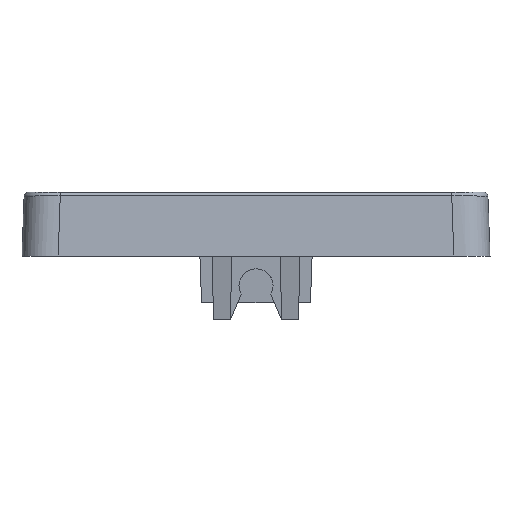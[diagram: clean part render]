
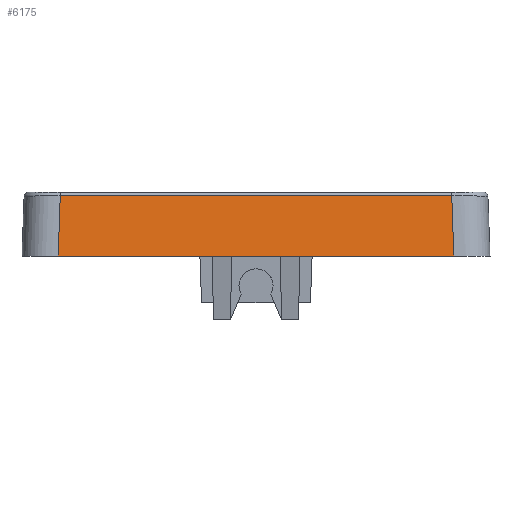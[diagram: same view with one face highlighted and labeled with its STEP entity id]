
A CAD part, front view. The second image highlights one B-rep face of the part: STEP entity #6175.
In plain terms, the highlighted free-form (B-spline) face has degree [1, 1] with [2, 2] control points.
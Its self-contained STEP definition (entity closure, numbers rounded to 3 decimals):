
#896 = CARTESIAN_POINT ( 'NONE',  ( 23.004, -26.759, 2.552 ) ) ;
#950 = ORIENTED_EDGE ( 'NONE', *, *, #6816, .T. ) ;
#1554 = ORIENTED_EDGE ( 'NONE', *, *, #8003, .F. ) ;
#1767 = VERTEX_POINT ( 'NONE', #11238 ) ;
#1921 = CARTESIAN_POINT ( 'NONE',  ( 23.25, -27.5, -4.5 ) ) ;
#2443 = CARTESIAN_POINT ( 'NONE',  ( -22.988, -26.712, 3. ) ) ;
#4009 = CARTESIAN_POINT ( 'NONE',  ( 23.25, -27.5, -4.5 ) ) ;
#4689 = ORIENTED_EDGE ( 'NONE', *, *, #18425, .F. ) ;
#6001 = ORIENTED_EDGE ( 'NONE', *, *, #9749, .F. ) ;
#6175 = ADVANCED_FACE ( 'NONE', ( #7158 ), #19825, .T. ) ;
#6423 = CARTESIAN_POINT ( 'NONE',  ( -23.25, -27.5, -4.5 ) ) ;
#6782 = VERTEX_POINT ( 'NONE', #11787 ) ;
#6816 = EDGE_CURVE ( 'NONE', #1767, #6782, #15965, .T. ) ;
#7158 = FACE_OUTER_BOUND ( 'NONE', #9500, .T. ) ;
#7277 = CARTESIAN_POINT ( 'NONE',  ( -23.004, -26.759, 2.552 ) ) ;
#7777 = CARTESIAN_POINT ( 'NONE',  ( 23.25, -27.5, -4.5 ) ) ;
#8003 = EDGE_CURVE ( 'NONE', #14638, #15505, #9951, .T. ) ;
#8049 = CARTESIAN_POINT ( 'NONE',  ( 23.25, -27.5, -4.5 ) ) ;
#9500 = EDGE_LOOP ( 'NONE', ( #950, #6001, #1554, #4689 ) ) ;
#9749 = EDGE_CURVE ( 'NONE', #15505, #6782, #17451, .T. ) ;
#9951 = B_SPLINE_CURVE_WITH_KNOTS ( 'NONE', 1,
 ( #7777, #14177 ),
 .UNSPECIFIED., .F., .F.,
 ( 2, 2 ),
 ( 0., 46.5 ),
 .UNSPECIFIED. ) ;
#10402 = CARTESIAN_POINT ( 'NONE',  ( -23.25, -27.5, -4.5 ) ) ;
#11238 = CARTESIAN_POINT ( 'NONE',  ( 23.004, -26.759, 2.552 ) ) ;
#11787 = CARTESIAN_POINT ( 'NONE',  ( -23.004, -26.759, 2.552 ) ) ;
#12833 = CARTESIAN_POINT ( 'NONE',  ( -23.004, -26.759, 2.552 ) ) ;
#14177 = CARTESIAN_POINT ( 'NONE',  ( -23.25, -27.5, -4.5 ) ) ;
#14638 = VERTEX_POINT ( 'NONE', #8049 ) ;
#15505 = VERTEX_POINT ( 'NONE', #19285 ) ;
#15965 = B_SPLINE_CURVE_WITH_KNOTS ( 'NONE', 1,
 ( #896, #7277 ),
 .UNSPECIFIED., .F., .F.,
 ( 2, 2 ),
 ( -0.016, 45.992 ),
 .UNSPECIFIED. ) ;
#16276 = CARTESIAN_POINT ( 'NONE',  ( 23.004, -26.759, 2.552 ) ) ;
#16812 = CARTESIAN_POINT ( 'NONE',  ( 22.988, -26.712, 3. ) ) ;
#16833 = B_SPLINE_CURVE_WITH_KNOTS ( 'NONE', 1,
 ( #16276, #1921 ),
 .UNSPECIFIED., .F., .F.,
 ( 2, 2 ),
 ( 0.45, 7.546 ),
 .UNSPECIFIED. ) ;
#17451 = B_SPLINE_CURVE_WITH_KNOTS ( 'NONE', 1,
 ( #6423, #12833 ),
 .UNSPECIFIED., .F., .F.,
 ( 2, 2 ),
 ( -7.546, -0.45 ),
 .UNSPECIFIED. ) ;
#18425 = EDGE_CURVE ( 'NONE', #1767, #14638, #16833, .T. ) ;
#19285 = CARTESIAN_POINT ( 'NONE',  ( -23.25, -27.5, -4.5 ) ) ;
#19825 = B_SPLINE_SURFACE_WITH_KNOTS ( 'NONE', 1, 1, ( 
 ( #4009, #10402 ),
 ( #16812, #2443 ) ),
 .UNSPECIFIED., .F., .F., .F.,
 ( 2, 2 ),
 ( 2, 2 ),
 ( -7.546, 0. ),
 ( 0., 46.5 ),
 .UNSPECIFIED. ) ;
